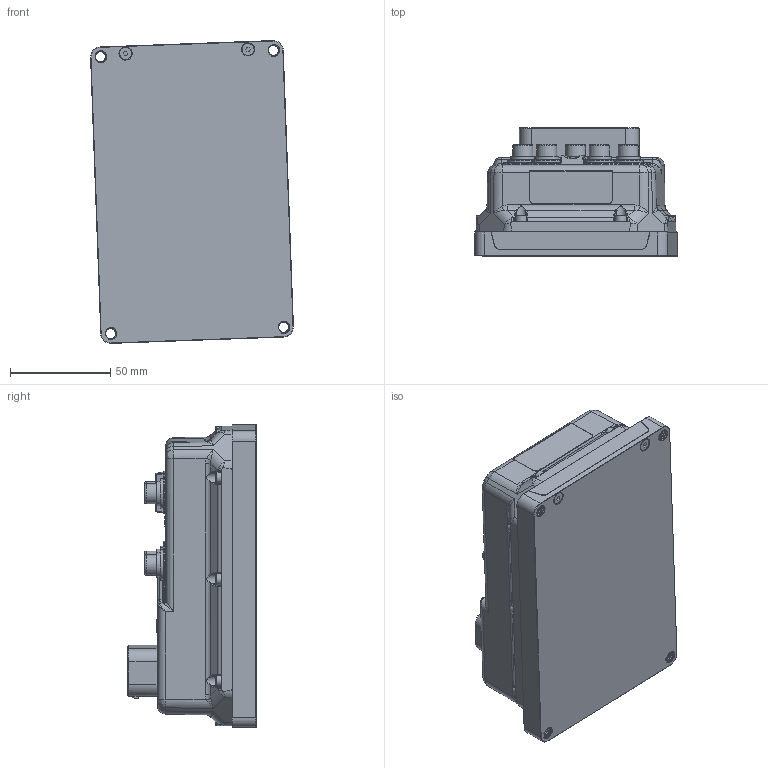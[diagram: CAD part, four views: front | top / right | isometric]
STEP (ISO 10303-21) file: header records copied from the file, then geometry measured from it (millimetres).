
FILE_DESCRIPTION(/* description */ (''),/* implementation_level */ '2;1');
FILE_NAME(/* name */ 'SL_controller_assembly-rev_5.step',/* time_stamp */ '2018-09-06T12:59:34+02:00',/* author */ (''),/* organization */ (''),/* preprocessor_version */ 'ST-DEVELOPER v17.2',/* originating_system */ 'Autodesk Translation Framework v7.6.0.251',/* authorisation */ '');
FILE_SCHEMA (('AUTOMOTIVE_DESIGN { 1 0 10303 214 3 1 1 }'));
Products named in the file (4): SL_controller_assembly-rev_5; SL_controller_assembly-rev_5_1; DIN 125 - A 6,4; DIN 912 - M6 x 1 x 16 x 13,5
Assembly tree (11 placements, depth 2):
  SL_controller_assembly-rev_5
    SL_controller_assembly-rev_5_1
    DIN 125 - A 6,4  x5
    DIN 912 - M6 x 1 x 16 x 13,5  x5
Bounding box: 101 x 63.85 x 150.77 mm (x, y, z)
Volume: 584138.3 mm3; surface area: 80408.9 mm2
Topology: 65 solids, 89 shells, 3117 faces, 7761 edges, 4810 vertices
Faces by surface type: plane 1058, cylinder 856, bspline 667, cone 217, torus 181, sphere 138
Full cylindrical faces by diameter (mm): 1.3 x35, 2.17 x4, 2.8 x1, 3 x12, 3.1 x10, 5 x1, 5.035 x53, 5.5 x10, 6 x13, 6.147 x44, 6.4 x5, 6.6 x2, 7 x1, 10 x5, 12 x5, 13 x1, 13.6 x5, 15 x5, 15.4 x3
Entity records: 138176 total; most frequent: CARTESIAN_POINT 68399, ORIENTED_EDGE 14948, DIRECTION 14057, EDGE_CURVE 7474, AXIS2_PLACEMENT_3D 5486, VERTEX_POINT 4677, EDGE_LOOP 3177, LINE 3085
